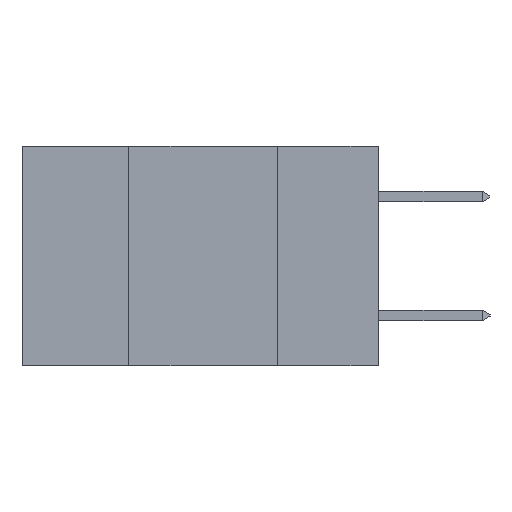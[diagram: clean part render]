
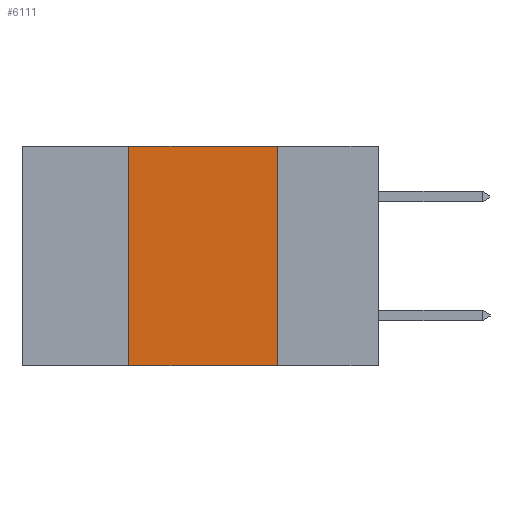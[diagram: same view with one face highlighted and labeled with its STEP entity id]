
A CAD part, left-side view. The second image highlights one B-rep face of the part: STEP entity #6111.
In plain terms, the highlighted planar face has unit normal (-1, 0, 0).
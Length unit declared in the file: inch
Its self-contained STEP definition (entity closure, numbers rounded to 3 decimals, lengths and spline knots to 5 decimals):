
#294 = CARTESIAN_POINT ( 'NONE',  ( 0., 0.42, -0.37 ) ) ;
#516 = CARTESIAN_POINT ( 'NONE',  ( 0., 0.6, -0.37 ) ) ;
#627 = VERTEX_POINT ( 'NONE', #13274 ) ;
#888 = DIRECTION ( 'NONE',  ( 0., -1., 0. ) ) ;
#1858 = VECTOR ( 'NONE', #11881, 39.37008 ) ;
#2254 = CARTESIAN_POINT ( 'NONE',  ( 0., 0.17, -0.37 ) ) ;
#2401 = DIRECTION ( 'NONE',  ( 0., 0., -1. ) ) ;
#2515 = DIRECTION ( 'NONE',  ( 1., 0., 0. ) ) ;
#2648 = DIRECTION ( 'NONE',  ( 0., -1., 0. ) ) ;
#2678 = CARTESIAN_POINT ( 'NONE',  ( 0., 0.6, 0. ) ) ;
#3067 = PLANE ( 'NONE',  #11107 ) ;
#3078 = ORIENTED_EDGE ( 'NONE', *, *, #4839, .F. ) ;
#3095 = ORIENTED_EDGE ( 'NONE', *, *, #3177, .F. ) ;
#3177 = EDGE_CURVE ( 'NONE', #4436, #14745, #8328, .T. ) ;
#3623 = CARTESIAN_POINT ( 'NONE',  ( 0., 0.6, 0. ) ) ;
#4344 = EDGE_LOOP ( 'NONE', ( #7861, #3078, #3095, #6175 ) ) ;
#4436 = VERTEX_POINT ( 'NONE', #5300 ) ;
#4758 = VECTOR ( 'NONE', #888, 39.37008 ) ;
#4839 = EDGE_CURVE ( 'NONE', #14745, #627, #11380, .T. ) ;
#5159 = LINE ( 'NONE', #516, #4758 ) ;
#5248 = CARTESIAN_POINT ( 'NONE',  ( 0., 0.42, 0. ) ) ;
#5300 = CARTESIAN_POINT ( 'NONE',  ( 0., 0.42, -0.37 ) ) ;
#6111 = ADVANCED_FACE ( 'NONE', ( #12441 ), #3067, .F. ) ;
#6175 = ORIENTED_EDGE ( 'NONE', *, *, #12001, .T. ) ;
#7715 = VERTEX_POINT ( 'NONE', #2254 ) ;
#7861 = ORIENTED_EDGE ( 'NONE', *, *, #8819, .F. ) ;
#8328 = LINE ( 'NONE', #294, #11050 ) ;
#8577 = LINE ( 'NONE', #12018, #1858 ) ;
#8819 = EDGE_CURVE ( 'NONE', #627, #7715, #8577, .T. ) ;
#11030 = VECTOR ( 'NONE', #2648, 39.37008 ) ;
#11050 = VECTOR ( 'NONE', #14932, 39.37008 ) ;
#11107 = AXIS2_PLACEMENT_3D ( 'NONE', #3623, #2515, #2401 ) ;
#11380 = LINE ( 'NONE', #2678, #11030 ) ;
#11881 = DIRECTION ( 'NONE',  ( 0., 0., -1. ) ) ;
#12001 = EDGE_CURVE ( 'NONE', #4436, #7715, #5159, .T. ) ;
#12018 = CARTESIAN_POINT ( 'NONE',  ( 0., 0.17, -0.37 ) ) ;
#12441 = FACE_OUTER_BOUND ( 'NONE', #4344, .T. ) ;
#13274 = CARTESIAN_POINT ( 'NONE',  ( 0., 0.17, 0. ) ) ;
#14745 = VERTEX_POINT ( 'NONE', #5248 ) ;
#14932 = DIRECTION ( 'NONE',  ( 0., 0., 1. ) ) ;
